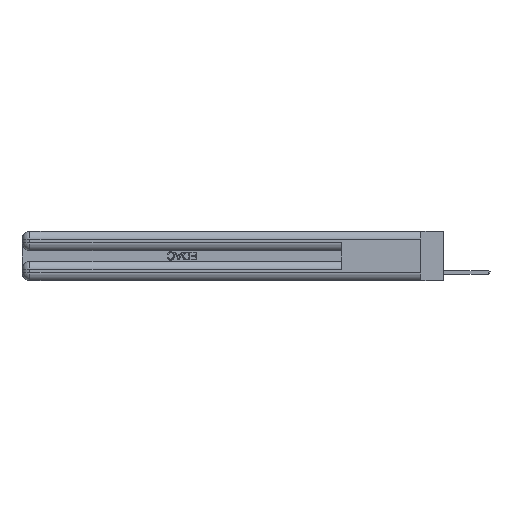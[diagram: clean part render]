
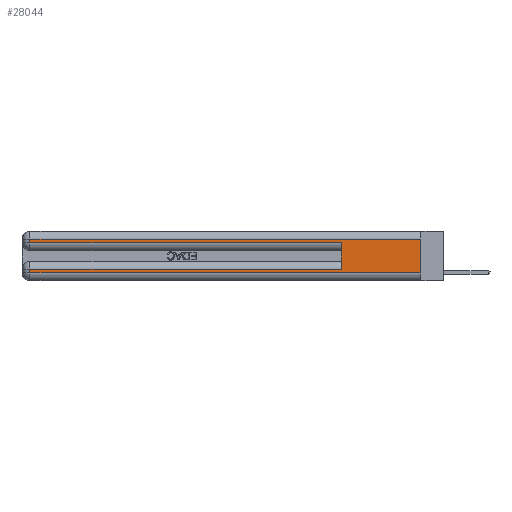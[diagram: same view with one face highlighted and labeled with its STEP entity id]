
A CAD part, left-side view. The second image highlights one B-rep face of the part: STEP entity #28044.
In plain terms, the highlighted planar face has unit normal (-1, 0, 0).
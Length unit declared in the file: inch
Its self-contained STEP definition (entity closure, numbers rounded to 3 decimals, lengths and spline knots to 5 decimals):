
#21 = VERTEX_POINT ( 'NONE', #4190 ) ;
#255 = LINE ( 'NONE', #22141, #26116 ) ;
#453 = EDGE_CURVE ( 'NONE', #28136, #21, #26220, .T. ) ;
#585 = CARTESIAN_POINT ( 'NONE',  ( 0., 2.94, 0.06 ) ) ;
#933 = VERTEX_POINT ( 'NONE', #13080 ) ;
#1545 = CARTESIAN_POINT ( 'NONE',  ( 0., 0., 0.06 ) ) ;
#2087 = DIRECTION ( 'NONE',  ( 0., 0., 1. ) ) ;
#2952 = ORIENTED_EDGE ( 'NONE', *, *, #453, .T. ) ;
#4190 = CARTESIAN_POINT ( 'NONE',  ( 0., 2.94, 0.285 ) ) ;
#4256 = EDGE_CURVE ( 'NONE', #5012, #22416, #27462, .T. ) ;
#5012 = VERTEX_POINT ( 'NONE', #27244 ) ;
#5132 = DIRECTION ( 'NONE',  ( 0., 0., -1. ) ) ;
#5998 = VECTOR ( 'NONE', #5132, 39.37008 ) ;
#6272 = ORIENTED_EDGE ( 'NONE', *, *, #22241, .F. ) ;
#6377 = CARTESIAN_POINT ( 'NONE',  ( 0., 2.94, 0.31 ) ) ;
#6868 = EDGE_LOOP ( 'NONE', ( #6272, #23134, #2952, #19236, #26122, #23990, #24523, #7162 ) ) ;
#7162 = ORIENTED_EDGE ( 'NONE', *, *, #7180, .T. ) ;
#7180 = EDGE_CURVE ( 'NONE', #23986, #24532, #21278, .T. ) ;
#7691 = PLANE ( 'NONE',  #17219 ) ;
#7753 = DIRECTION ( 'NONE',  ( 0., 1., 0. ) ) ;
#7830 = DIRECTION ( 'NONE',  ( 1., 0., 0. ) ) ;
#7854 = CARTESIAN_POINT ( 'NONE',  ( 0., 0., 0.37 ) ) ;
#8391 = CARTESIAN_POINT ( 'NONE',  ( 0., 2.94, 0.37 ) ) ;
#8448 = VECTOR ( 'NONE', #28384, 39.37008 ) ;
#8529 = DIRECTION ( 'NONE',  ( 0., 0., -1. ) ) ;
#9000 = CARTESIAN_POINT ( 'NONE',  ( 0., 0.6, 0.145 ) ) ;
#9516 = CARTESIAN_POINT ( 'NONE',  ( 0., 2.94, 0.085 ) ) ;
#9764 = CARTESIAN_POINT ( 'NONE',  ( 0., 0., 0.085 ) ) ;
#9769 = EDGE_CURVE ( 'NONE', #21, #933, #255, .T. ) ;
#10311 = VECTOR ( 'NONE', #24300, 39.37008 ) ;
#10584 = VECTOR ( 'NONE', #8529, 39.37008 ) ;
#10907 = CARTESIAN_POINT ( 'NONE',  ( 0., 0., 0.31 ) ) ;
#13080 = CARTESIAN_POINT ( 'NONE',  ( 0., 0.6, 0.285 ) ) ;
#13313 = EDGE_CURVE ( 'NONE', #21986, #28136, #19520, .T. ) ;
#13565 = EDGE_CURVE ( 'NONE', #22416, #23986, #25401, .T. ) ;
#15834 = VECTOR ( 'NONE', #2087, 39.37008 ) ;
#16583 = DIRECTION ( 'NONE',  ( 0., 0., -1. ) ) ;
#16730 = CARTESIAN_POINT ( 'NONE',  ( 0., 2.94, 0.37 ) ) ;
#16938 = DIRECTION ( 'NONE',  ( 0., -1., 0. ) ) ;
#17219 = AXIS2_PLACEMENT_3D ( 'NONE', #20922, #7830, #16583 ) ;
#19236 = ORIENTED_EDGE ( 'NONE', *, *, #9769, .T. ) ;
#19520 = LINE ( 'NONE', #10907, #10311 ) ;
#20105 = DIRECTION ( 'NONE',  ( 0., -1., 0. ) ) ;
#20922 = CARTESIAN_POINT ( 'NONE',  ( 0., 0., 0.37 ) ) ;
#21073 = VECTOR ( 'NONE', #16938, 39.37008 ) ;
#21278 = LINE ( 'NONE', #1545, #21073 ) ;
#21819 = CARTESIAN_POINT ( 'NONE',  ( 0., 0., 0.31 ) ) ;
#21968 = LINE ( 'NONE', #9000, #15834 ) ;
#21986 = VERTEX_POINT ( 'NONE', #21819 ) ;
#22141 = CARTESIAN_POINT ( 'NONE',  ( 0., 0., 0.285 ) ) ;
#22241 = EDGE_CURVE ( 'NONE', #21986, #24532, #27571, .T. ) ;
#22416 = VERTEX_POINT ( 'NONE', #9516 ) ;
#23057 = VECTOR ( 'NONE', #7753, 39.37008 ) ;
#23134 = ORIENTED_EDGE ( 'NONE', *, *, #13313, .T. ) ;
#23986 = VERTEX_POINT ( 'NONE', #585 ) ;
#23990 = ORIENTED_EDGE ( 'NONE', *, *, #4256, .T. ) ;
#24300 = DIRECTION ( 'NONE',  ( 0., 1., 0. ) ) ;
#24523 = ORIENTED_EDGE ( 'NONE', *, *, #13565, .T. ) ;
#24532 = VERTEX_POINT ( 'NONE', #27753 ) ;
#25252 = FACE_OUTER_BOUND ( 'NONE', #6868, .T. ) ;
#25401 = LINE ( 'NONE', #16730, #8448 ) ;
#26116 = VECTOR ( 'NONE', #20105, 39.37008 ) ;
#26122 = ORIENTED_EDGE ( 'NONE', *, *, #27248, .F. ) ;
#26220 = LINE ( 'NONE', #8391, #10584 ) ;
#27244 = CARTESIAN_POINT ( 'NONE',  ( 0., 0.6, 0.085 ) ) ;
#27248 = EDGE_CURVE ( 'NONE', #5012, #933, #21968, .T. ) ;
#27462 = LINE ( 'NONE', #9764, #23057 ) ;
#27571 = LINE ( 'NONE', #7854, #5998 ) ;
#27753 = CARTESIAN_POINT ( 'NONE',  ( 0., 0., 0.06 ) ) ;
#28044 = ADVANCED_FACE ( 'NONE', ( #25252 ), #7691, .F. ) ;
#28136 = VERTEX_POINT ( 'NONE', #6377 ) ;
#28384 = DIRECTION ( 'NONE',  ( 0., 0., -1. ) ) ;
